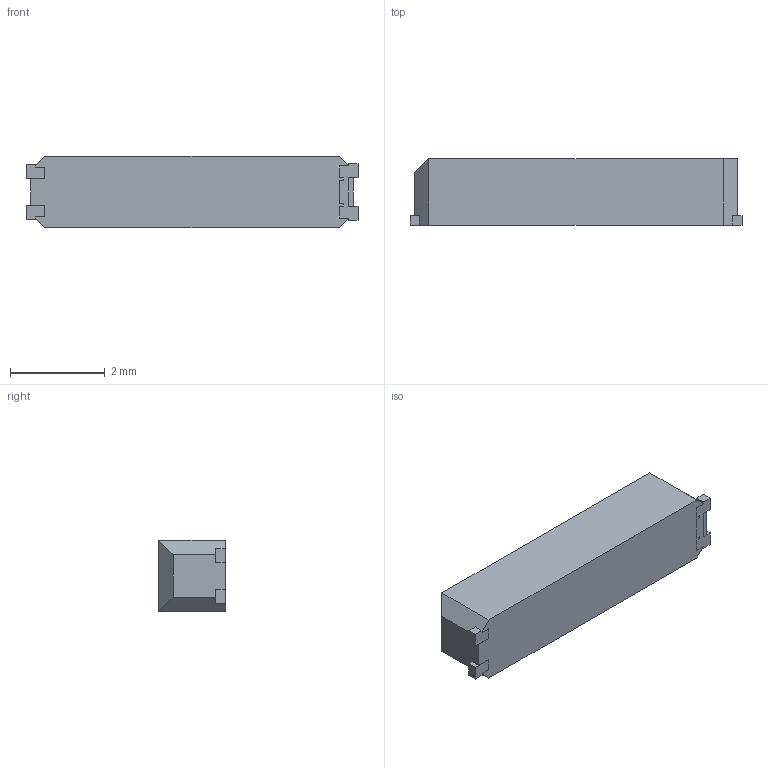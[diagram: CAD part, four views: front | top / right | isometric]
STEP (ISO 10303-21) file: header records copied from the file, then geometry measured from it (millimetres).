
FILE_DESCRIPTION (( 'STEP AP214' ), '1' );
FILE_NAME ('ECX-71.STEP', '2017-12-06T20:37:09', ( '' ), ( '' ), 'SwSTEP 2.0', 'SolidWorks 2017', '' );
FILE_SCHEMA (( 'AUTOMOTIVE_DESIGN' ));
Length unit declared in the file: millimetre
Products named in the file (1): ECX-71
Bounding box: 7 x 1.4 x 1.5 mm (x, y, z)
Volume: 13.9 mm3; surface area: 45.4 mm2
Topology: 4 solids, 4 shells, 81 faces, 211 edges, 140 vertices
Faces by surface type: plane 77, cylinder 4
Entity records: 2498 total; most frequent: CARTESIAN_POINT 433, ORIENTED_EDGE 422, DIRECTION 383, EDGE_CURVE 211, VECTOR 203, LINE 203, VERTEX_POINT 140, AXIS2_PLACEMENT_3D 90
